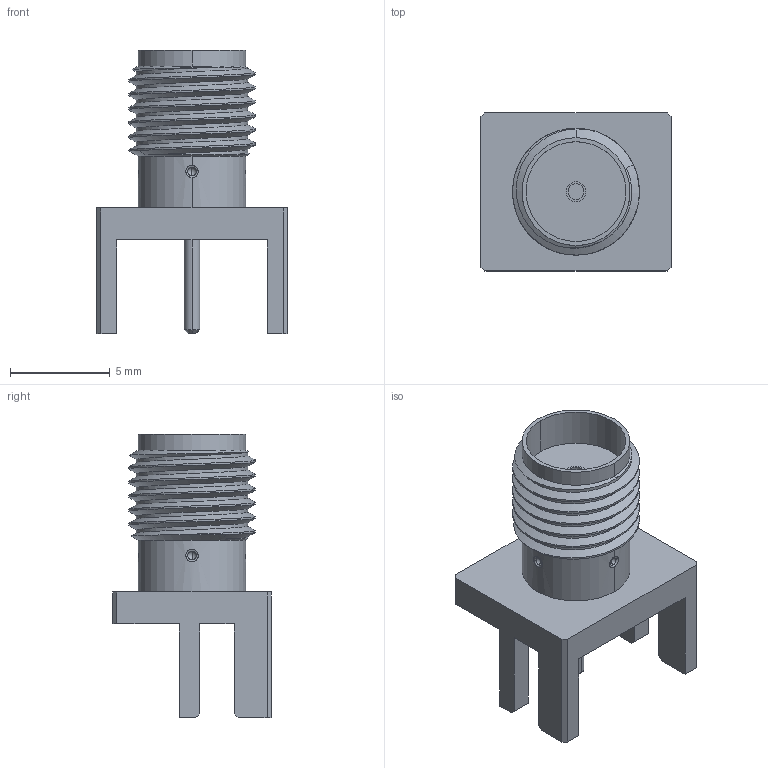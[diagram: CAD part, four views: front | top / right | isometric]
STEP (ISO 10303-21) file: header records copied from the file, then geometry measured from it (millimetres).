
FILE_DESCRIPTION (( 'STEP AP214' ), '1' );
FILE_NAME ('CONSMA020.062-G.STEP', '2020-11-05T22:14:01', ( '' ), ( '' ), 'SwSTEP 2.0', 'SolidWorks 2017', '' );
FILE_SCHEMA (( 'AUTOMOTIVE_DESIGN' ));
Length unit declared in the file: millimetre
Products named in the file (2): CONSMA020.062-G
Assembly tree (1 placements, depth 2):
  CONSMA020.062-G
    CONSMA020.062-G
Bounding box: 9.52 x 7.92 x 14.2 mm (x, y, z)
Volume: 312.2 mm3; surface area: 753.9 mm2
Topology: 4 solids, 4 shells, 95 faces, 242 edges, 161 vertices
Faces by surface type: plane 38, cylinder 32, bspline 11, sphere 8, cone 6
Entity records: 5208 total; most frequent: CARTESIAN_POINT 2932, ORIENTED_EDGE 484, DIRECTION 413, EDGE_CURVE 242, VERTEX_POINT 161, AXIS2_PLACEMENT_3D 148, VECTOR 117, LINE 117
